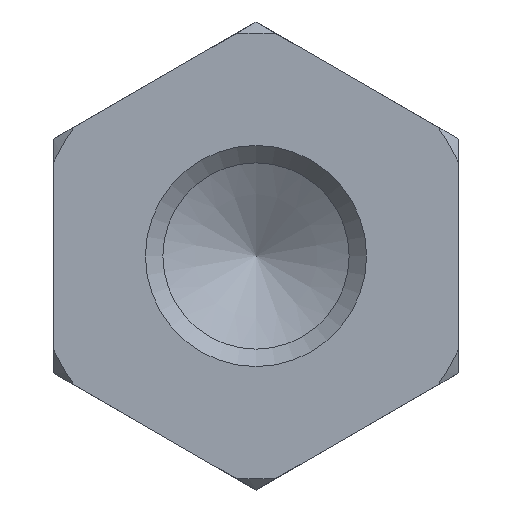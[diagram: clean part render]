
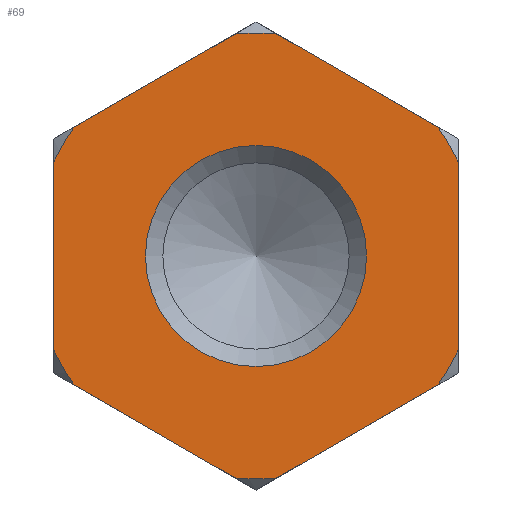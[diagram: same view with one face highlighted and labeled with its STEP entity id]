
A CAD part, front view. The second image highlights one B-rep face of the part: STEP entity #69.
In plain terms, the highlighted planar face has unit normal (0, -1, 0).
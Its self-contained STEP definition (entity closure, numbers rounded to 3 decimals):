
#69 = ADVANCED_FACE( '', ( #156, #157 ), #158, .F. );
#156 = FACE_BOUND( '', #262, .T. );
#157 = FACE_OUTER_BOUND( '', #263, .T. );
#158 = PLANE( '', #264 );
#262 = EDGE_LOOP( '', ( #395 ) );
#263 = EDGE_LOOP( '', ( #396, #397, #398, #399, #400, #401, #402, #403, #404, #405, #406, #407 ) );
#264 = AXIS2_PLACEMENT_3D( '', #408, #409, #410 );
#395 = ORIENTED_EDGE( '', *, *, #624, .F. );
#396 = ORIENTED_EDGE( '', *, *, #639, .T. );
#397 = ORIENTED_EDGE( '', *, *, #640, .T. );
#398 = ORIENTED_EDGE( '', *, *, #641, .T. );
#399 = ORIENTED_EDGE( '', *, *, #642, .T. );
#400 = ORIENTED_EDGE( '', *, *, #643, .T. );
#401 = ORIENTED_EDGE( '', *, *, #630, .T. );
#402 = ORIENTED_EDGE( '', *, *, #644, .T. );
#403 = ORIENTED_EDGE( '', *, *, #645, .T. );
#404 = ORIENTED_EDGE( '', *, *, #646, .T. );
#405 = ORIENTED_EDGE( '', *, *, #647, .T. );
#406 = ORIENTED_EDGE( '', *, *, #648, .T. );
#407 = ORIENTED_EDGE( '', *, *, #649, .T. );
#408 = CARTESIAN_POINT( '', ( 12.1, 0., 0. ) );
#409 = DIRECTION( '', ( 0., 1., 0. ) );
#410 = DIRECTION( '', ( 0., 0., 1. ) );
#624 = EDGE_CURVE( '', #740, #740, #741, .T. );
#630 = EDGE_CURVE( '', #751, #749, #752, .T. );
#639 = EDGE_CURVE( '', #765, #766, #767, .T. );
#640 = EDGE_CURVE( '', #766, #768, #769, .T. );
#641 = EDGE_CURVE( '', #768, #770, #771, .T. );
#642 = EDGE_CURVE( '', #770, #772, #773, .T. );
#643 = EDGE_CURVE( '', #772, #751, #774, .T. );
#644 = EDGE_CURVE( '', #749, #775, #776, .T. );
#645 = EDGE_CURVE( '', #775, #777, #778, .T. );
#646 = EDGE_CURVE( '', #777, #779, #780, .T. );
#647 = EDGE_CURVE( '', #779, #781, #782, .T. );
#648 = EDGE_CURVE( '', #781, #783, #784, .T. );
#649 = EDGE_CURVE( '', #783, #765, #785, .T. );
#740 = VERTEX_POINT( '', #911 );
#741 = CIRCLE( '', #912, 6. );
#749 = VERTEX_POINT( '', #922 );
#751 = VERTEX_POINT( '', #927 );
#752 = LINE( '', #928, #929 );
#765 = VERTEX_POINT( '', #955 );
#766 = VERTEX_POINT( '', #956 );
#767 = CIRCLE( '', #957, 12.1 );
#768 = VERTEX_POINT( '', #958 );
#769 = LINE( '', #959, #960 );
#770 = VERTEX_POINT( '', #961 );
#771 = CIRCLE( '', #962, 12.1 );
#772 = VERTEX_POINT( '', #963 );
#773 = LINE( '', #964, #965 );
#774 = CIRCLE( '', #966, 12.1 );
#775 = VERTEX_POINT( '', #967 );
#776 = CIRCLE( '', #968, 12.1 );
#777 = VERTEX_POINT( '', #969 );
#778 = LINE( '', #970, #971 );
#779 = VERTEX_POINT( '', #972 );
#780 = CIRCLE( '', #973, 12.1 );
#781 = VERTEX_POINT( '', #974 );
#782 = LINE( '', #975, #976 );
#783 = VERTEX_POINT( '', #977 );
#784 = CIRCLE( '', #978, 12.1 );
#785 = LINE( '', #979, #980 );
#911 = CARTESIAN_POINT( '', ( 0., 0., -6. ) );
#912 = AXIS2_PLACEMENT_3D( '', #1128, #1129, #1130 );
#922 = CARTESIAN_POINT( '', ( -9.865, 0., 7.006 ) );
#927 = CARTESIAN_POINT( '', ( -1.135, 0., 12.047 ) );
#928 = CARTESIAN_POINT( '', ( 3.575, 0., 14.766 ) );
#929 = VECTOR( '', #1136, 1000. );
#955 = CARTESIAN_POINT( '', ( 9.865, 0., -7.006 ) );
#956 = CARTESIAN_POINT( '', ( 11., 0., -5.041 ) );
#957 = AXIS2_PLACEMENT_3D( '', #1142, #1143, #1144 );
#958 = CARTESIAN_POINT( '', ( 11., 0., 5.041 ) );
#959 = CARTESIAN_POINT( '', ( 11., 0., 0. ) );
#960 = VECTOR( '', #1145, 1000. );
#961 = CARTESIAN_POINT( '', ( 9.865, 0., 7.006 ) );
#962 = AXIS2_PLACEMENT_3D( '', #1146, #1147, #1148 );
#963 = CARTESIAN_POINT( '', ( 1.135, 0., 12.047 ) );
#964 = CARTESIAN_POINT( '', ( 14.575, 0., 4.287 ) );
#965 = VECTOR( '', #1149, 1000. );
#966 = AXIS2_PLACEMENT_3D( '', #1150, #1151, #1152 );
#967 = CARTESIAN_POINT( '', ( -11., 0., 5.041 ) );
#968 = AXIS2_PLACEMENT_3D( '', #1153, #1154, #1155 );
#969 = CARTESIAN_POINT( '', ( -11., 0., -5.041 ) );
#970 = CARTESIAN_POINT( '', ( -11., 0., 0. ) );
#971 = VECTOR( '', #1156, 1000. );
#972 = CARTESIAN_POINT( '', ( -9.865, 0., -7.006 ) );
#973 = AXIS2_PLACEMENT_3D( '', #1157, #1158, #1159 );
#974 = CARTESIAN_POINT( '', ( -1.135, 0., -12.047 ) );
#975 = CARTESIAN_POINT( '', ( 3.575, 0., -14.766 ) );
#976 = VECTOR( '', #1160, 1000. );
#977 = CARTESIAN_POINT( '', ( 1.135, 0., -12.047 ) );
#978 = AXIS2_PLACEMENT_3D( '', #1161, #1162, #1163 );
#979 = CARTESIAN_POINT( '', ( 14.575, 0., -4.287 ) );
#980 = VECTOR( '', #1164, 1000. );
#1128 = CARTESIAN_POINT( '', ( 0., 0., 0. ) );
#1129 = DIRECTION( '', ( 0., -1., 0. ) );
#1130 = DIRECTION( '', ( 0., 0., -1. ) );
#1136 = DIRECTION( '', ( -0.866, 0., -0.5 ) );
#1142 = CARTESIAN_POINT( '', ( 0., 0., 0. ) );
#1143 = DIRECTION( '', ( 0., -1., 0. ) );
#1144 = DIRECTION( '', ( 0., 0., -1. ) );
#1145 = DIRECTION( '', ( 0., 0., 1. ) );
#1146 = CARTESIAN_POINT( '', ( 0., 0., 0. ) );
#1147 = DIRECTION( '', ( 0., -1., 0. ) );
#1148 = DIRECTION( '', ( 0., 0., -1. ) );
#1149 = DIRECTION( '', ( -0.866, 0., 0.5 ) );
#1150 = CARTESIAN_POINT( '', ( 0., 0., 0. ) );
#1151 = DIRECTION( '', ( 0., -1., 0. ) );
#1152 = DIRECTION( '', ( 0., 0., -1. ) );
#1153 = CARTESIAN_POINT( '', ( 0., 0., 0. ) );
#1154 = DIRECTION( '', ( 0., -1., 0. ) );
#1155 = DIRECTION( '', ( 0., 0., -1. ) );
#1156 = DIRECTION( '', ( 0., 0., -1. ) );
#1157 = CARTESIAN_POINT( '', ( 0., 0., 0. ) );
#1158 = DIRECTION( '', ( 0., -1., 0. ) );
#1159 = DIRECTION( '', ( 0., 0., -1. ) );
#1160 = DIRECTION( '', ( 0.866, 0., -0.5 ) );
#1161 = CARTESIAN_POINT( '', ( 0., 0., 0. ) );
#1162 = DIRECTION( '', ( 0., -1., 0. ) );
#1163 = DIRECTION( '', ( 0., 0., -1. ) );
#1164 = DIRECTION( '', ( 0.866, 0., 0.5 ) );
